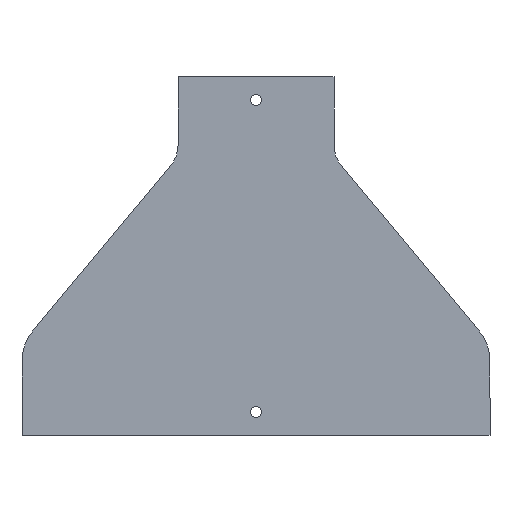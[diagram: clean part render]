
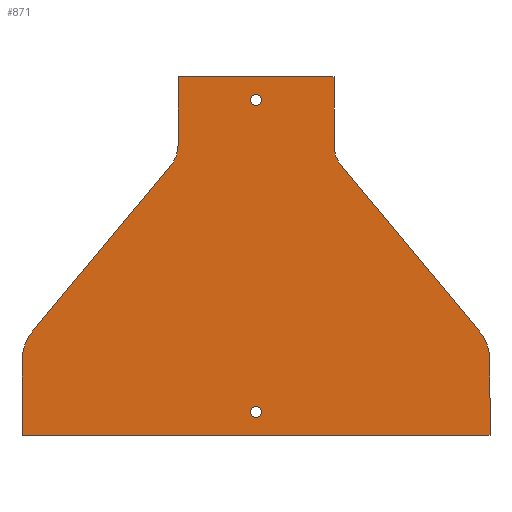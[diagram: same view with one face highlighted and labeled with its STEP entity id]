
A CAD part, front view. The second image highlights one B-rep face of the part: STEP entity #871.
In plain terms, the highlighted planar face has unit normal (0, -1, 0).
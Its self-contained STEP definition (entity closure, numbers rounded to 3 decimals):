
#48 = EDGE_LOOP ( 'NONE', ( #681 ) ) ;
#54 = EDGE_LOOP ( 'NONE', ( #682 ) ) ;
#81 = EDGE_LOOP ( 'NONE', ( #680, #679, #678, #677, #676, #675, #674, #669, #670, #671, #672, #673 ) ) ;
#156 = DIRECTION ( 'NONE',  ( 0., 0., 1. ) ) ;
#172 = CARTESIAN_POINT ( 'NONE',  ( -50., 0., 0. ) ) ;
#173 = DIRECTION ( 'NONE',  ( 1., 0., 0. ) ) ;
#238 = CARTESIAN_POINT ( 'NONE',  ( 54.636, 0., -56.942 ) ) ;
#239 = DIRECTION ( 'NONE',  ( 0.64, 0., -0.768 ) ) ;
#245 = CARTESIAN_POINT ( 'NONE',  ( 0., 0., -18.5 ) ) ;
#246 = CARTESIAN_POINT ( 'NONE',  ( 70., 0., -44.139 ) ) ;
#247 = DIRECTION ( 'NONE',  ( 0., -1., 0. ) ) ;
#248 = DIRECTION ( 'NONE',  ( 0., 0., -1. ) ) ;
#249 = CARTESIAN_POINT ( 'NONE',  ( 0., 0., -218.5 ) ) ;
#280 = DIRECTION ( 'NONE',  ( 0., 0., 1. ) ) ;
#282 = DIRECTION ( 'NONE',  ( 0., 1., 0. ) ) ;
#284 = DIRECTION ( 'NONE',  ( 0., 1., 0. ) ) ;
#287 = CARTESIAN_POINT ( 'NONE',  ( -120., 0., -182.241 ) ) ;
#288 = CARTESIAN_POINT ( 'NONE',  ( -150., 0., -182.241 ) ) ;
#289 = CARTESIAN_POINT ( 'NONE',  ( 120., 0., -182.241 ) ) ;
#296 = CARTESIAN_POINT ( 'NONE',  ( 150., 0., -182.241 ) ) ;
#312 = CARTESIAN_POINT ( 'NONE',  ( -150., 0., -182.241 ) ) ;
#315 = CARTESIAN_POINT ( 'NONE',  ( 50., 0., 0. ) ) ;
#320 = CARTESIAN_POINT ( 'NONE',  ( -150., 0., -230. ) ) ;
#325 = DIRECTION ( 'NONE',  ( 0., 0., 1. ) ) ;
#326 = PLANE ( 'NONE',  #904 ) ;
#359 = DIRECTION ( 'NONE',  ( 0., 0., -1. ) ) ;
#371 = CARTESIAN_POINT ( 'NONE',  ( 150., 0., -182.241 ) ) ;
#374 = CARTESIAN_POINT ( 'NONE',  ( 0., 0., -215. ) ) ;
#375 = DIRECTION ( 'NONE',  ( 0., -1., 0. ) ) ;
#380 = DIRECTION ( 'NONE',  ( -1., 0., 0. ) ) ;
#390 = DIRECTION ( 'NONE',  ( 0.64, 0., 0.768 ) ) ;
#398 = CARTESIAN_POINT ( 'NONE',  ( -150., 0., -230. ) ) ;
#409 = DIRECTION ( 'NONE',  ( 0., 0., -1. ) ) ;
#433 = DIRECTION ( 'NONE',  ( 0., 0., -1. ) ) ;
#452 = DIRECTION ( 'NONE',  ( 0., 0., -1. ) ) ;
#464 = CARTESIAN_POINT ( 'NONE',  ( 50., 0., 0. ) ) ;
#465 = DIRECTION ( 'NONE',  ( 0., 0., 1. ) ) ;
#468 = DIRECTION ( 'NONE',  ( 0., 1., 0. ) ) ;
#487 = CARTESIAN_POINT ( 'NONE',  ( -54.636, 0., -56.942 ) ) ;
#494 = DIRECTION ( 'NONE',  ( 0., -1., 0. ) ) ;
#495 = DIRECTION ( 'NONE',  ( 0., 0., 1. ) ) ;
#503 = CARTESIAN_POINT ( 'NONE',  ( -70., 0., -44.139 ) ) ;
#524 = DIRECTION ( 'NONE',  ( 0., 0., -1. ) ) ;
#525 = DIRECTION ( 'NONE',  ( 0., -1., 0. ) ) ;
#526 = CARTESIAN_POINT ( 'NONE',  ( 0., 0., -15. ) ) ;
#541 = CARTESIAN_POINT ( 'NONE',  ( -70., 0., -44.139 ) ) ;
#551 = EDGE_CURVE ( 'NONE', #1136, #1191, #1132, .T. ) ;
#553 = EDGE_CURVE ( 'NONE', #1142, #1176, #1134, .T. ) ;
#558 = EDGE_CURVE ( 'NONE', #1163, #1136, #1126, .T. ) ;
#669 = ORIENTED_EDGE ( 'NONE', *, *, #1313, .F. ) ;
#670 = ORIENTED_EDGE ( 'NONE', *, *, #1305, .F. ) ;
#671 = ORIENTED_EDGE ( 'NONE', *, *, #822, .F. ) ;
#672 = ORIENTED_EDGE ( 'NONE', *, *, #703, .F. ) ;
#673 = ORIENTED_EDGE ( 'NONE', *, *, #693, .F. ) ;
#674 = ORIENTED_EDGE ( 'NONE', *, *, #553, .F. ) ;
#675 = ORIENTED_EDGE ( 'NONE', *, *, #1347, .F. ) ;
#676 = ORIENTED_EDGE ( 'NONE', *, *, #1344, .F. ) ;
#677 = ORIENTED_EDGE ( 'NONE', *, *, #558, .F. ) ;
#678 = ORIENTED_EDGE ( 'NONE', *, *, #551, .F. ) ;
#679 = ORIENTED_EDGE ( 'NONE', *, *, #710, .F. ) ;
#680 = ORIENTED_EDGE ( 'NONE', *, *, #695, .F. ) ;
#681 = ORIENTED_EDGE ( 'NONE', *, *, #825, .F. ) ;
#682 = ORIENTED_EDGE ( 'NONE', *, *, #824, .F. ) ;
#693 = EDGE_CURVE ( 'NONE', #1143, #1179, #1117, .T. ) ;
#695 = EDGE_CURVE ( 'NONE', #1151, #1143, #1113, .T. ) ;
#703 = EDGE_CURVE ( 'NONE', #1179, #1194, #1098, .T. ) ;
#710 = EDGE_CURVE ( 'NONE', #1191, #1151, #1091, .T. ) ;
#738 = CARTESIAN_POINT ( 'NONE',  ( -54.636, 0., -56.942 ) ) ;
#742 = CARTESIAN_POINT ( 'NONE',  ( 150., 0., -230. ) ) ;
#750 = CARTESIAN_POINT ( 'NONE',  ( -50., 0., -44.139 ) ) ;
#764 = CARTESIAN_POINT ( 'NONE',  ( -143.047, 0., -163.035 ) ) ;
#786 = CARTESIAN_POINT ( 'NONE',  ( 50., 0., -44.139 ) ) ;
#795 = CARTESIAN_POINT ( 'NONE',  ( -50., 0., 0. ) ) ;
#810 = CARTESIAN_POINT ( 'NONE',  ( 143.047, 0., -163.035 ) ) ;
#814 = CARTESIAN_POINT ( 'NONE',  ( 54.636, 0., -56.942 ) ) ;
#822 = EDGE_CURVE ( 'NONE', #1194, #1201, #1084, .T. ) ;
#824 = EDGE_CURVE ( 'NONE', #1429, #1429, #1081, .T. ) ;
#825 = EDGE_CURVE ( 'NONE', #1424, #1424, #1078, .T. ) ;
#837 = CARTESIAN_POINT ( 'NONE',  ( -50., 0., 0. ) ) ;
#871 = ADVANCED_FACE ( 'NONE', ( #1020, #1017, #1022 ), #326, .F. ) ;
#904 = AXIS2_PLACEMENT_3D ( 'NONE', #541, #282, #325 ) ;
#937 = AXIS2_PLACEMENT_3D ( 'NONE', #246, #247, #248 ) ;
#1017 = FACE_BOUND ( 'NONE', #48, .T. ) ;
#1020 = FACE_BOUND ( 'NONE', #54, .T. ) ;
#1022 = FACE_OUTER_BOUND ( 'NONE', #81, .T. ) ;
#1078 = CIRCLE ( 'NONE', #1252, 3.5 ) ;
#1081 = CIRCLE ( 'NONE', #1255, 3.5 ) ;
#1083 = VECTOR ( 'NONE', #380, 1000. ) ;
#1084 = CIRCLE ( 'NONE', #1257, 20. ) ;
#1091 = LINE ( 'NONE', #398, #1083 ) ;
#1095 = VECTOR ( 'NONE', #390, 1000. ) ;
#1098 = LINE ( 'NONE', #487, #1095 ) ;
#1109 = VECTOR ( 'NONE', #465, 1000. ) ;
#1113 = LINE ( 'NONE', #288, #1109 ) ;
#1117 = CIRCLE ( 'NONE', #1262, 30. ) ;
#1126 = CIRCLE ( 'NONE', #1265, 30. ) ;
#1128 = VECTOR ( 'NONE', #409, 1000. ) ;
#1132 = LINE ( 'NONE', #371, #1133 ) ;
#1133 = VECTOR ( 'NONE', #359, 1000. ) ;
#1134 = LINE ( 'NONE', #464, #1128 ) ;
#1136 = VERTEX_POINT ( 'NONE', #296 ) ;
#1142 = VERTEX_POINT ( 'NONE', #315 ) ;
#1143 = VERTEX_POINT ( 'NONE', #312 ) ;
#1151 = VERTEX_POINT ( 'NONE', #320 ) ;
#1161 = VERTEX_POINT ( 'NONE', #814 ) ;
#1163 = VERTEX_POINT ( 'NONE', #810 ) ;
#1172 = VERTEX_POINT ( 'NONE', #795 ) ;
#1176 = VERTEX_POINT ( 'NONE', #786 ) ;
#1179 = VERTEX_POINT ( 'NONE', #764 ) ;
#1191 = VERTEX_POINT ( 'NONE', #742 ) ;
#1194 = VERTEX_POINT ( 'NONE', #738 ) ;
#1201 = VERTEX_POINT ( 'NONE', #750 ) ;
#1252 = AXIS2_PLACEMENT_3D ( 'NONE', #526, #525, #524 ) ;
#1255 = AXIS2_PLACEMENT_3D ( 'NONE', #374, #375, #452 ) ;
#1257 = AXIS2_PLACEMENT_3D ( 'NONE', #503, #494, #495 ) ;
#1262 = AXIS2_PLACEMENT_3D ( 'NONE', #287, #284, #280 ) ;
#1265 = AXIS2_PLACEMENT_3D ( 'NONE', #289, #468, #433 ) ;
#1305 = EDGE_CURVE ( 'NONE', #1201, #1172, #1356, .T. ) ;
#1313 = EDGE_CURVE ( 'NONE', #1172, #1142, #1476, .T. ) ;
#1344 = EDGE_CURVE ( 'NONE', #1161, #1163, #1437, .T. ) ;
#1347 = EDGE_CURVE ( 'NONE', #1176, #1161, #1432, .T. ) ;
#1356 = LINE ( 'NONE', #837, #1385 ) ;
#1385 = VECTOR ( 'NONE', #156, 1000. ) ;
#1394 = VECTOR ( 'NONE', #173, 1000. ) ;
#1424 = VERTEX_POINT ( 'NONE', #245 ) ;
#1429 = VERTEX_POINT ( 'NONE', #249 ) ;
#1432 = CIRCLE ( 'NONE', #937, 20. ) ;
#1434 = VECTOR ( 'NONE', #239, 1000. ) ;
#1437 = LINE ( 'NONE', #238, #1434 ) ;
#1476 = LINE ( 'NONE', #172, #1394 ) ;
